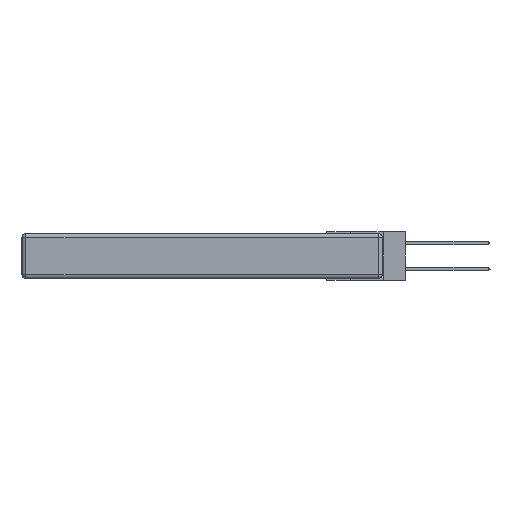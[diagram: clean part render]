
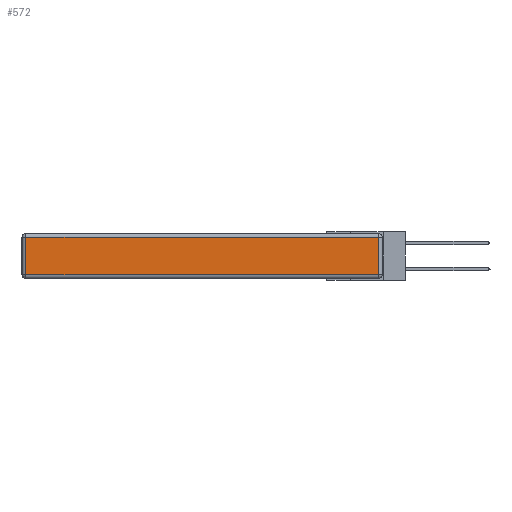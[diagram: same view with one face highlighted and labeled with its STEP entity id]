
A CAD part, left-side view. The second image highlights one B-rep face of the part: STEP entity #572.
In plain terms, the highlighted planar face has unit normal (-1, 0, 0).
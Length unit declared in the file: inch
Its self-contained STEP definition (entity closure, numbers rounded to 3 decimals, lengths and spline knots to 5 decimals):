
#572 = ADVANCED_FACE ( 'NONE', ( #5586 ), #22163, .T. ) ;
#958 = DIRECTION ( 'NONE',  ( 0., 0., -1. ) ) ;
#1051 = CARTESIAN_POINT ( 'NONE',  ( 0., 2.72, -0.343 ) ) ;
#1103 = VERTEX_POINT ( 'NONE', #19917 ) ;
#2919 = DIRECTION ( 'NONE',  ( 0., 0., 1. ) ) ;
#3006 = VECTOR ( 'NONE', #5000, 39.37008 ) ;
#3273 = VECTOR ( 'NONE', #958, 39.37008 ) ;
#3563 = VECTOR ( 'NONE', #28068, 39.37008 ) ;
#4784 = CARTESIAN_POINT ( 'NONE',  ( 0., 0., -0.313 ) ) ;
#5000 = DIRECTION ( 'NONE',  ( 0., -1., 0. ) ) ;
#5586 = FACE_OUTER_BOUND ( 'NONE', #30282, .T. ) ;
#8031 = VECTOR ( 'NONE', #12118, 39.37008 ) ;
#8280 = LINE ( 'NONE', #4784, #3006 ) ;
#8801 = VERTEX_POINT ( 'NONE', #23016 ) ;
#9614 = CARTESIAN_POINT ( 'NONE',  ( 0., 0.03, -0.343 ) ) ;
#9730 = ORIENTED_EDGE ( 'NONE', *, *, #21326, .T. ) ;
#12118 = DIRECTION ( 'NONE',  ( 0., 0., 1. ) ) ;
#12552 = AXIS2_PLACEMENT_3D ( 'NONE', #19680, #27087, #2919 ) ;
#16704 = LINE ( 'NONE', #21033, #3563 ) ;
#18512 = LINE ( 'NONE', #9614, #8031 ) ;
#18550 = ORIENTED_EDGE ( 'NONE', *, *, #28554, .T. ) ;
#19576 = VERTEX_POINT ( 'NONE', #26476 ) ;
#19680 = CARTESIAN_POINT ( 'NONE',  ( 0., 0., -0.343 ) ) ;
#19917 = CARTESIAN_POINT ( 'NONE',  ( 0., 0.03, -0.313 ) ) ;
#19988 = CARTESIAN_POINT ( 'NONE',  ( 0., 0.03, -0.03 ) ) ;
#21033 = CARTESIAN_POINT ( 'NONE',  ( 0., 2.75, -0.03 ) ) ;
#21272 = VERTEX_POINT ( 'NONE', #19988 ) ;
#21326 = EDGE_CURVE ( 'NONE', #21272, #19576, #16704, .T. ) ;
#22103 = EDGE_CURVE ( 'NONE', #1103, #21272, #18512, .T. ) ;
#22163 = PLANE ( 'NONE',  #12552 ) ;
#23016 = CARTESIAN_POINT ( 'NONE',  ( 0., 2.72, -0.313 ) ) ;
#24586 = ORIENTED_EDGE ( 'NONE', *, *, #30057, .T. ) ;
#26476 = CARTESIAN_POINT ( 'NONE',  ( 0., 2.72, -0.03 ) ) ;
#27087 = DIRECTION ( 'NONE',  ( -1., 0., 0. ) ) ;
#27217 = ORIENTED_EDGE ( 'NONE', *, *, #22103, .T. ) ;
#28068 = DIRECTION ( 'NONE',  ( 0., 1., 0. ) ) ;
#28554 = EDGE_CURVE ( 'NONE', #8801, #1103, #8280, .T. ) ;
#29883 = LINE ( 'NONE', #1051, #3273 ) ;
#30057 = EDGE_CURVE ( 'NONE', #19576, #8801, #29883, .T. ) ;
#30282 = EDGE_LOOP ( 'NONE', ( #18550, #27217, #9730, #24586 ) ) ;
